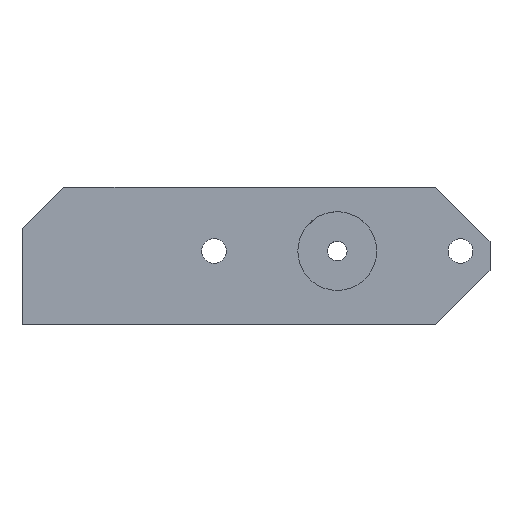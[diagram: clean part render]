
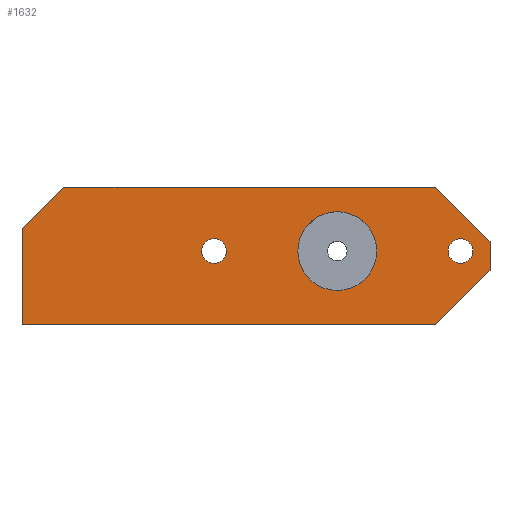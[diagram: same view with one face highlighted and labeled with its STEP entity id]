
A CAD part, front view. The second image highlights one B-rep face of the part: STEP entity #1632.
In plain terms, the highlighted planar face has unit normal (0, -1, 0).
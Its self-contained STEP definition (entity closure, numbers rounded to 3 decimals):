
#16 = EDGE_CURVE ( 'NONE', #2574, #2572, #70, .T. ) ;
#20 = EDGE_CURVE ( 'NONE', #2531, #2522, #61, .T. ) ;
#52 = AXIS2_PLACEMENT_3D ( 'NONE', #732, #733, #734 ) ;
#55 = AXIS2_PLACEMENT_3D ( 'NONE', #742, #743, #744 ) ;
#61 = CIRCLE ( 'NONE', #55, 2.5 ) ;
#70 = CIRCLE ( 'NONE', #52, 2.5 ) ;
#86 = CIRCLE ( 'NONE', #87, 8. ) ;
#87 = AXIS2_PLACEMENT_3D ( 'NONE', #842, #843, #844 ) ;
#141 = AXIS2_PLACEMENT_3D ( 'NONE', #1070, #1071, #1072 ) ;
#261 = CIRCLE ( 'NONE', #276, 2.5 ) ;
#274 = CIRCLE ( 'NONE', #288, 2.5 ) ;
#276 = AXIS2_PLACEMENT_3D ( 'NONE', #1416, #1417, #1418 ) ;
#277 = VECTOR ( 'NONE', #1420, 1000. ) ;
#278 = VECTOR ( 'NONE', #1422, 1000. ) ;
#279 = VECTOR ( 'NONE', #1424, 1000. ) ;
#280 = VECTOR ( 'NONE', #1426, 1000. ) ;
#281 = VECTOR ( 'NONE', #1428, 1000. ) ;
#283 = VECTOR ( 'NONE', #1430, 1000. ) ;
#284 = CIRCLE ( 'NONE', #286, 8. ) ;
#285 = VECTOR ( 'NONE', #1432, 1000. ) ;
#286 = AXIS2_PLACEMENT_3D ( 'NONE', #1433, #1434, #1435 ) ;
#288 = AXIS2_PLACEMENT_3D ( 'NONE', #1436, #1437, #1438 ) ;
#549 = EDGE_LOOP ( 'NONE', ( #2080, #2084, #2083, #2085, #2086, #2087, #2088 ) ) ;
#558 = EDGE_LOOP ( 'NONE', ( #2081, #2082 ) ) ;
#560 = EDGE_LOOP ( 'NONE', ( #2090, #2092 ) ) ;
#581 = EDGE_LOOP ( 'NONE', ( #2089, #2093 ) ) ;
#732 = CARTESIAN_POINT ( 'NONE',  ( 39., 0., 15. ) ) ;
#733 = DIRECTION ( 'NONE',  ( 0., -1., 0. ) ) ;
#734 = DIRECTION ( 'NONE',  ( 0., 0., -1. ) ) ;
#742 = CARTESIAN_POINT ( 'NONE',  ( 89., 0., 15. ) ) ;
#743 = DIRECTION ( 'NONE',  ( 0., -1., 0. ) ) ;
#744 = DIRECTION ( 'NONE',  ( 0., 0., -1. ) ) ;
#842 = CARTESIAN_POINT ( 'NONE',  ( 64., 0., 15. ) ) ;
#843 = DIRECTION ( 'NONE',  ( 0., -1., 0. ) ) ;
#844 = DIRECTION ( 'NONE',  ( 0., 0., -1. ) ) ;
#1069 = PLANE ( 'NONE',  #141 ) ;
#1070 = CARTESIAN_POINT ( 'NONE',  ( 0., 0., 28. ) ) ;
#1071 = DIRECTION ( 'NONE',  ( 0., 1., 0. ) ) ;
#1072 = DIRECTION ( 'NONE',  ( 0., 0., 1. ) ) ;
#1416 = CARTESIAN_POINT ( 'NONE',  ( 39., 0., 15. ) ) ;
#1417 = DIRECTION ( 'NONE',  ( 0., -1., 0. ) ) ;
#1418 = DIRECTION ( 'NONE',  ( 0., 0., -1. ) ) ;
#1419 = CARTESIAN_POINT ( 'NONE',  ( 0., 0., 0. ) ) ;
#1420 = DIRECTION ( 'NONE',  ( -1., 0., 0. ) ) ;
#1421 = CARTESIAN_POINT ( 'NONE',  ( 0., 0., 0. ) ) ;
#1422 = DIRECTION ( 'NONE',  ( 0., 0., 1. ) ) ;
#1423 = CARTESIAN_POINT ( 'NONE',  ( 95., 0., 11. ) ) ;
#1424 = DIRECTION ( 'NONE',  ( -0.707, 0., -0.707 ) ) ;
#1425 = CARTESIAN_POINT ( 'NONE',  ( 95., 0., 11. ) ) ;
#1426 = DIRECTION ( 'NONE',  ( 0., 0., -1. ) ) ;
#1427 = CARTESIAN_POINT ( 'NONE',  ( 84., 0., 28. ) ) ;
#1428 = DIRECTION ( 'NONE',  ( 0.707, 0., -0.707 ) ) ;
#1429 = CARTESIAN_POINT ( 'NONE',  ( 8.5, 0., 28. ) ) ;
#1430 = DIRECTION ( 'NONE',  ( 1., 0., 0. ) ) ;
#1431 = CARTESIAN_POINT ( 'NONE',  ( 8.5, 0., 28. ) ) ;
#1432 = DIRECTION ( 'NONE',  ( 0.707, 0., 0.707 ) ) ;
#1433 = CARTESIAN_POINT ( 'NONE',  ( 64., 0., 15. ) ) ;
#1434 = DIRECTION ( 'NONE',  ( 0., -1., 0. ) ) ;
#1435 = DIRECTION ( 'NONE',  ( 0., 0., -1. ) ) ;
#1436 = CARTESIAN_POINT ( 'NONE',  ( 89., 0., 15. ) ) ;
#1437 = DIRECTION ( 'NONE',  ( 0., -1., 0. ) ) ;
#1438 = DIRECTION ( 'NONE',  ( 0., 0., -1. ) ) ;
#1577 = EDGE_CURVE ( 'NONE', #2580, #2566, #86, .T. ) ;
#1632 = ADVANCED_FACE ( 'NONE', ( #2803, #2804, #2805, #2806 ), #1069, .F. ) ;
#1745 = EDGE_CURVE ( 'NONE', #2572, #2574, #261, .T. ) ;
#1746 = EDGE_CURVE ( 'NONE', #2644, #2642, #2903, .T. ) ;
#1747 = EDGE_CURVE ( 'NONE', #2642, #2643, #2904, .T. ) ;
#1748 = EDGE_CURVE ( 'NONE', #2645, #2644, #2905, .T. ) ;
#1749 = EDGE_CURVE ( 'NONE', #2646, #2645, #2906, .T. ) ;
#1750 = EDGE_CURVE ( 'NONE', #2647, #2646, #2907, .T. ) ;
#1751 = EDGE_CURVE ( 'NONE', #2648, #2647, #2908, .T. ) ;
#1752 = EDGE_CURVE ( 'NONE', #2643, #2648, #2909, .T. ) ;
#1753 = EDGE_CURVE ( 'NONE', #2566, #2580, #284, .T. ) ;
#1754 = EDGE_CURVE ( 'NONE', #2522, #2531, #274, .T. ) ;
#2080 = ORIENTED_EDGE ( 'NONE', *, *, #1747, .F. ) ;
#2081 = ORIENTED_EDGE ( 'NONE', *, *, #1745, .F. ) ;
#2082 = ORIENTED_EDGE ( 'NONE', *, *, #16, .F. ) ;
#2083 = ORIENTED_EDGE ( 'NONE', *, *, #1748, .F. ) ;
#2084 = ORIENTED_EDGE ( 'NONE', *, *, #1746, .F. ) ;
#2085 = ORIENTED_EDGE ( 'NONE', *, *, #1749, .F. ) ;
#2086 = ORIENTED_EDGE ( 'NONE', *, *, #1750, .F. ) ;
#2087 = ORIENTED_EDGE ( 'NONE', *, *, #1751, .F. ) ;
#2088 = ORIENTED_EDGE ( 'NONE', *, *, #1752, .F. ) ;
#2089 = ORIENTED_EDGE ( 'NONE', *, *, #1754, .F. ) ;
#2090 = ORIENTED_EDGE ( 'NONE', *, *, #1753, .F. ) ;
#2092 = ORIENTED_EDGE ( 'NONE', *, *, #1577, .F. ) ;
#2093 = ORIENTED_EDGE ( 'NONE', *, *, #20, .F. ) ;
#2522 = VERTEX_POINT ( 'NONE', #3555 ) ;
#2531 = VERTEX_POINT ( 'NONE', #3564 ) ;
#2566 = VERTEX_POINT ( 'NONE', #3599 ) ;
#2572 = VERTEX_POINT ( 'NONE', #3605 ) ;
#2574 = VERTEX_POINT ( 'NONE', #3607 ) ;
#2580 = VERTEX_POINT ( 'NONE', #3613 ) ;
#2642 = VERTEX_POINT ( 'NONE', #3675 ) ;
#2643 = VERTEX_POINT ( 'NONE', #3676 ) ;
#2644 = VERTEX_POINT ( 'NONE', #3677 ) ;
#2645 = VERTEX_POINT ( 'NONE', #3678 ) ;
#2646 = VERTEX_POINT ( 'NONE', #3679 ) ;
#2647 = VERTEX_POINT ( 'NONE', #3680 ) ;
#2648 = VERTEX_POINT ( 'NONE', #3681 ) ;
#2803 = FACE_BOUND ( 'NONE', #558, .T. ) ;
#2804 = FACE_OUTER_BOUND ( 'NONE', #549, .T. ) ;
#2805 = FACE_BOUND ( 'NONE', #560, .T. ) ;
#2806 = FACE_BOUND ( 'NONE', #581, .T. ) ;
#2903 = LINE ( 'NONE', #1419, #277 ) ;
#2904 = LINE ( 'NONE', #1421, #278 ) ;
#2905 = LINE ( 'NONE', #1423, #279 ) ;
#2906 = LINE ( 'NONE', #1425, #280 ) ;
#2907 = LINE ( 'NONE', #1427, #281 ) ;
#2908 = LINE ( 'NONE', #1429, #283 ) ;
#2909 = LINE ( 'NONE', #1431, #285 ) ;
#3555 = CARTESIAN_POINT ( 'NONE',  ( 89., 0., 12.5 ) ) ;
#3564 = CARTESIAN_POINT ( 'NONE',  ( 89., 0., 17.5 ) ) ;
#3599 = CARTESIAN_POINT ( 'NONE',  ( 64., 0., 7. ) ) ;
#3605 = CARTESIAN_POINT ( 'NONE',  ( 39., 0., 12.5 ) ) ;
#3607 = CARTESIAN_POINT ( 'NONE',  ( 39., 0., 17.5 ) ) ;
#3613 = CARTESIAN_POINT ( 'NONE',  ( 64., 0., 23. ) ) ;
#3675 = CARTESIAN_POINT ( 'NONE',  ( 0., 0., 0. ) ) ;
#3676 = CARTESIAN_POINT ( 'NONE',  ( 0., 0., 19.5 ) ) ;
#3677 = CARTESIAN_POINT ( 'NONE',  ( 84., 0., 0. ) ) ;
#3678 = CARTESIAN_POINT ( 'NONE',  ( 95., 0., 11. ) ) ;
#3679 = CARTESIAN_POINT ( 'NONE',  ( 95., 0., 17. ) ) ;
#3680 = CARTESIAN_POINT ( 'NONE',  ( 84., 0., 28. ) ) ;
#3681 = CARTESIAN_POINT ( 'NONE',  ( 8.5, 0., 28. ) ) ;
